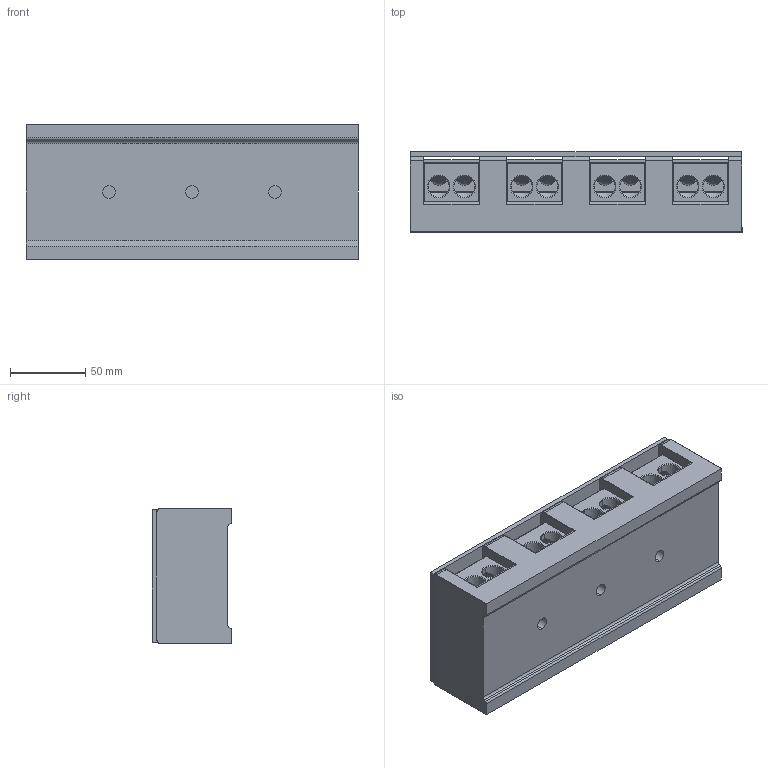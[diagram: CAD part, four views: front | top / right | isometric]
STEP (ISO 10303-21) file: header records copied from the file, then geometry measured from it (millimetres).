
FILE_DESCRIPTION((''),'2;1');
FILE_NAME('UDJ-3004_2_70','2024-07-04T',('dell'),(''),'PRO/ENGINEER BY PARAMETRIC TECHNOLOGY CORPORATION, 2013230','PRO/ENGINEER BY PARAMETRIC TECHNOLOGY CORPORATION, 2013230','');
FILE_SCHEMA(('AUTOMOTIVE_DESIGN { 1 0 10303 214 1 1 1 1 }'));
Products named in the file (1): UDJ-3004_2_70
Bounding box: 220 x 53 x 90 mm (x, y, z)
Volume: 716583.2 mm3; surface area: 175601.8 mm2
Topology: 5 solids, 29 shells, 2175 faces, 6192 edges, 3990 vertices
Faces by surface type: plane 1175, cylinder 554, bspline 256, cone 120, torus 36, sphere 32, extrusion 2
Entity records: 112562 total; most frequent: CARTESIAN_POINT 58879, ORIENTED_EDGE 12272, DIRECTION 9462, EDGE_CURVE 6136, VERTEX_POINT 3990, VECTOR 3768, LINE 3766, AXIS2_PLACEMENT_3D 2847
